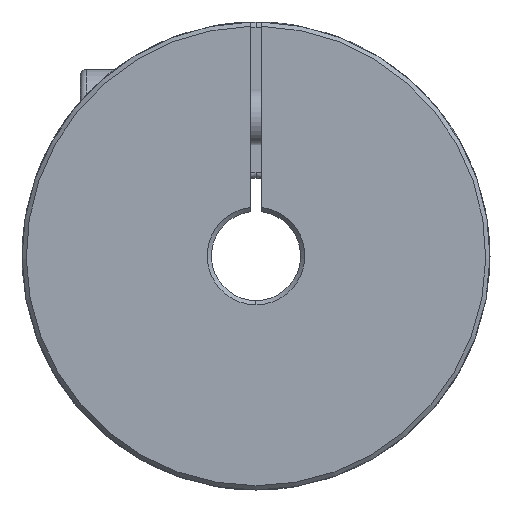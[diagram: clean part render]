
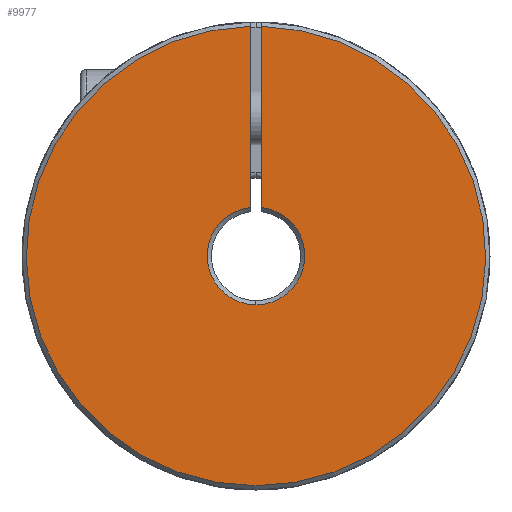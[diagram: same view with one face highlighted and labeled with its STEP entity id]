
A CAD part, left-side view. The second image highlights one B-rep face of the part: STEP entity #9977.
In plain terms, the highlighted planar face has unit normal (-1, 0, 0).
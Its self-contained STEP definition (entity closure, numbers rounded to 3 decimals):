
#381 = EDGE_LOOP ( 'NONE', ( #1936, #1937, #1938, #1939, #1940 ) ) ;
#1137 = VERTEX_POINT ( 'NONE', #4599 ) ;
#1138 = VERTEX_POINT ( 'NONE', #4600 ) ;
#1177 = VERTEX_POINT ( 'NONE', #4639 ) ;
#1178 = VERTEX_POINT ( 'NONE', #4640 ) ;
#1179 = VERTEX_POINT ( 'NONE', #4641 ) ;
#1362 = EDGE_CURVE ( 'NONE', #1137, #1138, #3748, .T. ) ;
#1430 = EDGE_CURVE ( 'NONE', #1178, #1179, #3816, .T. ) ;
#1433 = EDGE_CURVE ( 'NONE', #1178, #1137, #3827, .T. ) ;
#1434 = EDGE_CURVE ( 'NONE', #1177, #1179, #3829, .T. ) ;
#1435 = EDGE_CURVE ( 'NONE', #1138, #1177, #3812, .T. ) ;
#1936 = ORIENTED_EDGE ( 'NONE', *, *, #1435, .F. ) ;
#1937 = ORIENTED_EDGE ( 'NONE', *, *, #1362, .F. ) ;
#1938 = ORIENTED_EDGE ( 'NONE', *, *, #1433, .F. ) ;
#1939 = ORIENTED_EDGE ( 'NONE', *, *, #1430, .T. ) ;
#1940 = ORIENTED_EDGE ( 'NONE', *, *, #1434, .F. ) ;
#3139 = AXIS2_PLACEMENT_3D ( 'NONE', #4796, #4797, #4798 ) ;
#3182 = AXIS2_PLACEMENT_3D ( 'NONE', #5110, #5112, #5113 ) ;
#3184 = AXIS2_PLACEMENT_3D ( 'NONE', #5107, #5108, #5109 ) ;
#3748 = CIRCLE ( 'NONE', #3139, 4.381 ) ;
#3812 = LINE ( 'NONE', #5114, #3818 ) ;
#3814 = VECTOR ( 'NONE', #5102, 1000. ) ;
#3816 = LINE ( 'NONE', #5101, #3814 ) ;
#3818 = VECTOR ( 'NONE', #5115, 1000. ) ;
#3827 = CIRCLE ( 'NONE', #3184, 4.381 ) ;
#3829 = CIRCLE ( 'NONE', #3182, 20.619 ) ;
#4599 = CARTESIAN_POINT ( 'NONE',  ( -25., 0., -4.381 ) ) ;
#4600 = CARTESIAN_POINT ( 'NONE',  ( -25., -0.5, 4.352 ) ) ;
#4639 = CARTESIAN_POINT ( 'NONE',  ( -25., -0.5, 20.613 ) ) ;
#4640 = CARTESIAN_POINT ( 'NONE',  ( -25., 0.5, 4.352 ) ) ;
#4641 = CARTESIAN_POINT ( 'NONE',  ( -25., 0.5, 20.613 ) ) ;
#4796 = CARTESIAN_POINT ( 'NONE',  ( -25., 0., 0. ) ) ;
#4797 = DIRECTION ( 'NONE',  ( -1., 0., 0. ) ) ;
#4798 = DIRECTION ( 'NONE',  ( 0., 0., -1. ) ) ;
#5101 = CARTESIAN_POINT ( 'NONE',  ( -25., 0.5, 0. ) ) ;
#5102 = DIRECTION ( 'NONE',  ( 0., 0., 1. ) ) ;
#5107 = CARTESIAN_POINT ( 'NONE',  ( -25., 0., 0. ) ) ;
#5108 = DIRECTION ( 'NONE',  ( -1., 0., 0. ) ) ;
#5109 = DIRECTION ( 'NONE',  ( 0., 0., -1. ) ) ;
#5110 = CARTESIAN_POINT ( 'NONE',  ( -25., 0., 0. ) ) ;
#5112 = DIRECTION ( 'NONE',  ( 1., 0., 0. ) ) ;
#5113 = DIRECTION ( 'NONE',  ( 0., 0., -1. ) ) ;
#5114 = CARTESIAN_POINT ( 'NONE',  ( -25., -0.5, 0. ) ) ;
#5115 = DIRECTION ( 'NONE',  ( 0., 0., 1. ) ) ;
#6228 = AXIS2_PLACEMENT_3D ( 'NONE', #9108, #9114, #9115 ) ;
#9012 = FACE_OUTER_BOUND ( 'NONE', #381, .T. ) ;
#9108 = CARTESIAN_POINT ( 'NONE',  ( -25., 0., 0. ) ) ;
#9109 = PLANE ( 'NONE',  #6228 ) ;
#9114 = DIRECTION ( 'NONE',  ( -1., 0., 0. ) ) ;
#9115 = DIRECTION ( 'NONE',  ( 0., 0., -1. ) ) ;
#9977 = ADVANCED_FACE ( 'NONE', ( #9012 ), #9109, .T. ) ;
